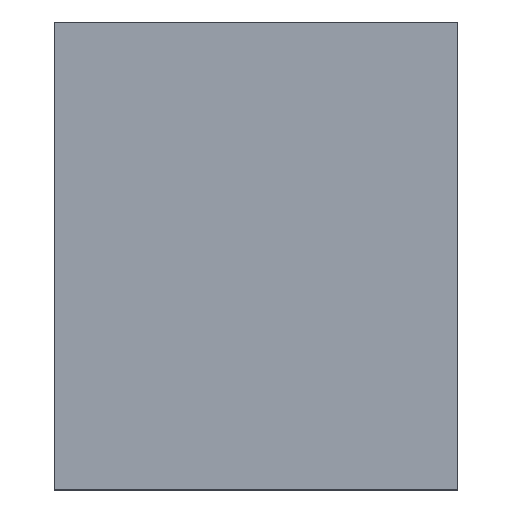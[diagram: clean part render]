
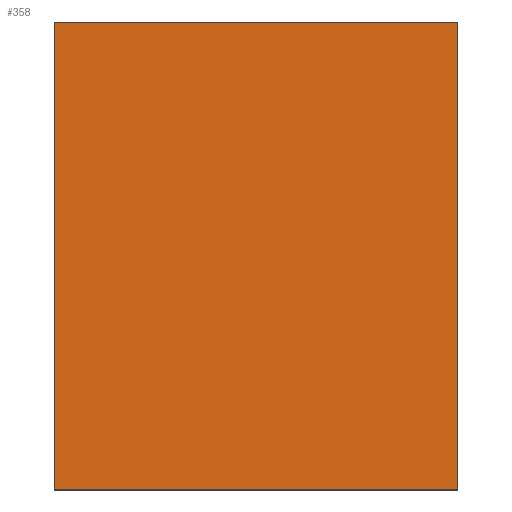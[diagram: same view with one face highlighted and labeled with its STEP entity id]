
A CAD part, top view. The second image highlights one B-rep face of the part: STEP entity #358.
In plain terms, the highlighted planar face has unit normal (0, 0, 1).
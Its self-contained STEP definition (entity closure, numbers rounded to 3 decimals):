
#143 = EDGE_CURVE('',#144,#146,#148,.T.);
#144 = VERTEX_POINT('',#145);
#145 = CARTESIAN_POINT('',(7.65,0.,6.35));
#146 = VERTEX_POINT('',#147);
#147 = CARTESIAN_POINT('',(7.65,-17.74,6.35));
#148 = LINE('',#149,#150);
#149 = CARTESIAN_POINT('',(7.65,0.,6.35));
#150 = VECTOR('',#151,1.);
#151 = DIRECTION('',(0.,-1.,0.));
#174 = EDGE_CURVE('',#175,#144,#177,.T.);
#175 = VERTEX_POINT('',#176);
#176 = CARTESIAN_POINT('',(-7.65,0.,6.35));
#177 = LINE('',#178,#179);
#178 = CARTESIAN_POINT('',(-7.65,0.,6.35));
#179 = VECTOR('',#180,1.);
#180 = DIRECTION('',(1.,0.,0.));
#198 = EDGE_CURVE('',#199,#146,#201,.T.);
#199 = VERTEX_POINT('',#200);
#200 = CARTESIAN_POINT('',(-7.65,-17.74,6.35));
#201 = LINE('',#202,#203);
#202 = CARTESIAN_POINT('',(-7.65,-17.74,6.35));
#203 = VECTOR('',#204,1.);
#204 = DIRECTION('',(1.,0.,0.));
#322 = EDGE_CURVE('',#175,#199,#323,.T.);
#323 = LINE('',#324,#325);
#324 = CARTESIAN_POINT('',(-7.65,0.,6.35));
#325 = VECTOR('',#326,1.);
#326 = DIRECTION('',(0.,-1.,0.));
#358 = ADVANCED_FACE('',(#359),#365,.T.);
#359 = FACE_BOUND('',#360,.T.);
#360 = EDGE_LOOP('',(#361,#362,#363,#364));
#361 = ORIENTED_EDGE('',*,*,#322,.T.);
#362 = ORIENTED_EDGE('',*,*,#198,.T.);
#363 = ORIENTED_EDGE('',*,*,#143,.F.);
#364 = ORIENTED_EDGE('',*,*,#174,.F.);
#365 = PLANE('',#366);
#366 = AXIS2_PLACEMENT_3D('',#367,#368,#369);
#367 = CARTESIAN_POINT('',(-7.65,0.,6.35));
#368 = DIRECTION('',(0.,0.,1.));
#369 = DIRECTION('',(1.,0.,-0.));
